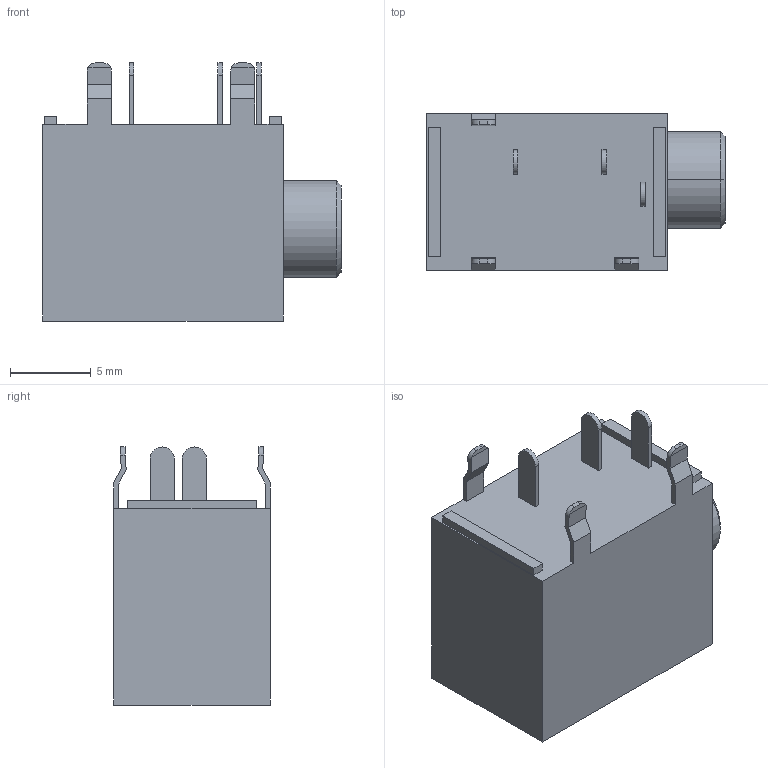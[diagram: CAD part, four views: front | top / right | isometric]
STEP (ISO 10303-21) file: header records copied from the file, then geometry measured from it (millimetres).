
FILE_DESCRIPTION (( 'STEP AP203' ), '1' );
FILE_NAME ('CUI_DEVICES_SJ1-3533NS.step', '2019-10-20T22:37:02', ( '' ), ( '' ), 'SwSTEP 2.0', 'SolidWorks 2019', '' );
FILE_SCHEMA (( 'CONFIG_CONTROL_DESIGN' ));
Length unit declared in the file: inch
Products named in the file (1): CUI_DEVICES_SJ1-3533NS
Bounding box: 18.5 x 9.7 x 16 mm (x, y, z)
Volume: 1843.7 mm3; surface area: 1092.2 mm2
Topology: 1 solids, 1 shells, 75 faces, 196 edges, 130 vertices
Faces by surface type: plane 60, cylinder 13, cone 2
Entity records: 2361 total; most frequent: CARTESIAN_POINT 438, ORIENTED_EDGE 392, DIRECTION 364, EDGE_CURVE 196, LINE 156, VECTOR 156, VERTEX_POINT 130, AXIS2_PLACEMENT_3D 104
